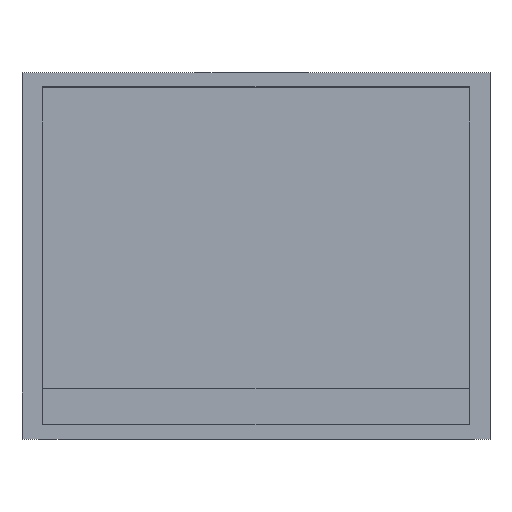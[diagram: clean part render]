
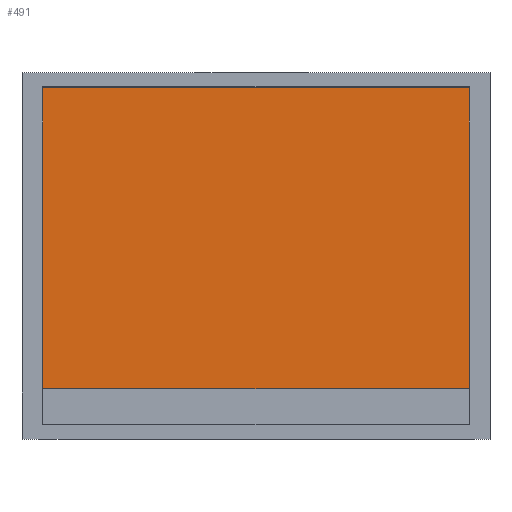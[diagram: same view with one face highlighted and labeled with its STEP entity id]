
A CAD part, top view. The second image highlights one B-rep face of the part: STEP entity #491.
In plain terms, the highlighted planar face has unit normal (0, 0, 1).
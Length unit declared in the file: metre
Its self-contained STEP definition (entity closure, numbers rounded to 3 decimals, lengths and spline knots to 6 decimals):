
#56=ORIENTED_EDGE('',*,*,#185,.T.);
#57=ORIENTED_EDGE('',*,*,#190,.T.);
#58=ORIENTED_EDGE('',*,*,#170,.F.);
#59=ORIENTED_EDGE('',*,*,#160,.F.);
#160=EDGE_CURVE('',#229,#230,#275,.T.);
#170=EDGE_CURVE('',#230,#239,#285,.T.);
#185=EDGE_CURVE('',#229,#253,#300,.T.);
#190=EDGE_CURVE('',#253,#239,#305,.T.);
#229=VERTEX_POINT('',#688);
#230=VERTEX_POINT('',#690);
#239=VERTEX_POINT('',#710);
#253=VERTEX_POINT('',#740);
#275=LINE('',#689,#344);
#285=LINE('',#709,#354);
#300=LINE('',#741,#369);
#305=LINE('',#749,#374);
#344=VECTOR('',#562,1.);
#354=VECTOR('',#574,1.);
#369=VECTOR('',#593,1.);
#374=VECTOR('',#602,1.);
#412=EDGE_LOOP('',(#56,#57,#58,#59));
#441=FACE_BOUND('',#412,.T.);
#467=PLANE('',#528);
#491=ADVANCED_FACE('',(#441),#467,.T.);
#528=AXIS2_PLACEMENT_3D('',#748,#600,#601);
#562=DIRECTION('',(1.,0.,0.));
#574=DIRECTION('',(0.,-1.,0.));
#593=DIRECTION('',(0.,-1.,0.));
#600=DIRECTION('',(0.,0.,1.));
#601=DIRECTION('',(1.,0.,0.));
#602=DIRECTION('',(1.,0.,0.));
#688=CARTESIAN_POINT('',(-0.053535,0.042406,0.00762));
#689=CARTESIAN_POINT('',(0.,0.042406,0.00762));
#690=CARTESIAN_POINT('',(0.053535,0.042406,0.00762));
#709=CARTESIAN_POINT('',(0.053535,0.,0.00762));
#710=CARTESIAN_POINT('',(0.053535,-0.033274,0.00762));
#740=CARTESIAN_POINT('',(-0.053535,-0.033274,0.00762));
#741=CARTESIAN_POINT('',(-0.053535,0.,0.00762));
#748=CARTESIAN_POINT('',(0.,0.,0.00762));
#749=CARTESIAN_POINT('',(0.,-0.033274,0.00762));
